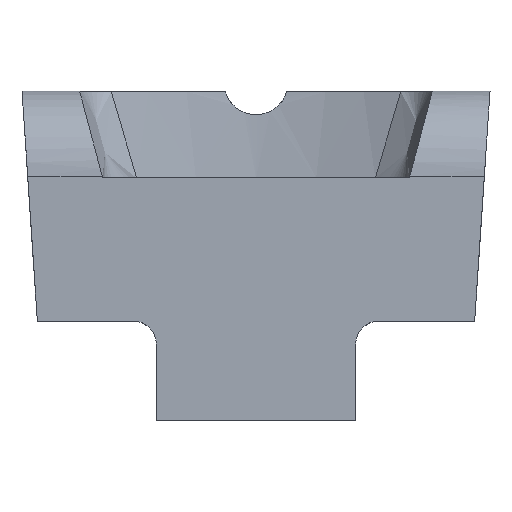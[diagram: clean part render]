
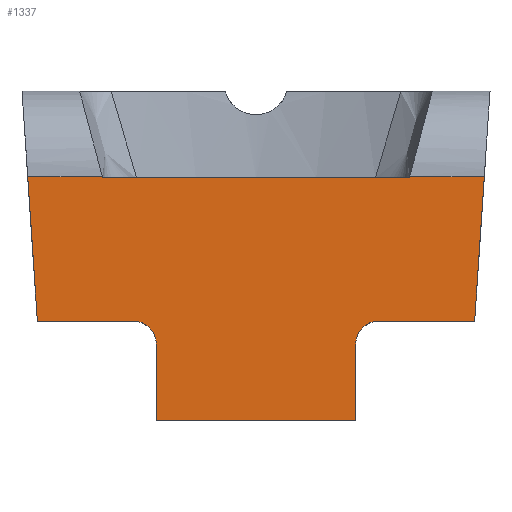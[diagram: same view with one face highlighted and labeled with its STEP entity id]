
A CAD part, top view. The second image highlights one B-rep face of the part: STEP entity #1337.
In plain terms, the highlighted planar face has unit normal (0, 0, 1).
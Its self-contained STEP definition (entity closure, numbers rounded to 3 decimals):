
#111 = EDGE_CURVE ( 'NONE', #116, #115, #4823, .T. ) ;
#115 = VERTEX_POINT ( 'NONE', #4801 ) ;
#116 = VERTEX_POINT ( 'NONE', #4799 ) ;
#397 = VERTEX_POINT ( 'NONE', #5396 ) ;
#407 = EDGE_CURVE ( 'NONE', #397, #859, #5424, .T. ) ;
#454 = VERTEX_POINT ( 'NONE', #5465 ) ;
#465 = EDGE_CURVE ( 'NONE', #116, #745, #5498, .T. ) ;
#468 = EDGE_CURVE ( 'NONE', #454, #1958, #5545, .T. ) ;
#740 = EDGE_CURVE ( 'NONE', #745, #769, #6006, .T. ) ;
#745 = VERTEX_POINT ( 'NONE', #6043 ) ;
#769 = VERTEX_POINT ( 'NONE', #6097 ) ;
#779 = VERTEX_POINT ( 'NONE', #6076 ) ;
#780 = VERTEX_POINT ( 'NONE', #6075 ) ;
#783 = EDGE_CURVE ( 'NONE', #780, #779, #6135, .T. ) ;
#859 = VERTEX_POINT ( 'NONE', #6275 ) ;
#860 = EDGE_CURVE ( 'NONE', #779, #859, #6274, .T. ) ;
#1285 = ORIENTED_EDGE ( 'NONE', *, *, #1358, .T. ) ;
#1286 = ORIENTED_EDGE ( 'NONE', *, *, #1313, .T. ) ;
#1308 = VERTEX_POINT ( 'NONE', #2858 ) ;
#1313 = EDGE_CURVE ( 'NONE', #2031, #1308, #2908, .T. ) ;
#1324 = EDGE_LOOP ( 'NONE', ( #1327, #1286, #1285, #1356, #1361, #1360, #1359, #1355, #1387, #1380, #1385, #1381, #1384, #1377 ) ) ;
#1327 = ORIENTED_EDGE ( 'NONE', *, *, #2033, .T. ) ;
#1337 = ADVANCED_FACE ( 'NONE', ( #2888 ), #2886, .F. ) ;
#1346 = VERTEX_POINT ( 'NONE', #2875 ) ;
#1351 = VERTEX_POINT ( 'NONE', #2919 ) ;
#1353 = EDGE_CURVE ( 'NONE', #1351, #780, #2913, .T. ) ;
#1355 = ORIENTED_EDGE ( 'NONE', *, *, #1362, .F. ) ;
#1356 = ORIENTED_EDGE ( 'NONE', *, *, #407, .T. ) ;
#1358 = EDGE_CURVE ( 'NONE', #1308, #397, #2986, .T. ) ;
#1359 = ORIENTED_EDGE ( 'NONE', *, *, #1353, .F. ) ;
#1360 = ORIENTED_EDGE ( 'NONE', *, *, #783, .F. ) ;
#1361 = ORIENTED_EDGE ( 'NONE', *, *, #860, .F. ) ;
#1362 = EDGE_CURVE ( 'NONE', #1346, #1351, #2982, .T. ) ;
#1377 = ORIENTED_EDGE ( 'NONE', *, *, #468, .T. ) ;
#1379 = EDGE_CURVE ( 'NONE', #115, #454, #3015, .T. ) ;
#1380 = ORIENTED_EDGE ( 'NONE', *, *, #740, .F. ) ;
#1381 = ORIENTED_EDGE ( 'NONE', *, *, #111, .T. ) ;
#1384 = ORIENTED_EDGE ( 'NONE', *, *, #1379, .T. ) ;
#1385 = ORIENTED_EDGE ( 'NONE', *, *, #465, .F. ) ;
#1387 = ORIENTED_EDGE ( 'NONE', *, *, #1388, .T. ) ;
#1388 = EDGE_CURVE ( 'NONE', #1346, #769, #3007, .T. ) ;
#1958 = VERTEX_POINT ( 'NONE', #4255 ) ;
#2031 = VERTEX_POINT ( 'NONE', #4377 ) ;
#2033 = EDGE_CURVE ( 'NONE', #1958, #2031, #4360, .T. ) ;
#2858 = CARTESIAN_POINT ( 'NONE',  ( -10.013, 9.4, 13. ) ) ;
#2875 = CARTESIAN_POINT ( 'NONE',  ( 6.5, -6.5, 13. ) ) ;
#2882 = DIRECTION ( 'NONE',  ( 0., 1., 0. ) ) ;
#2883 = DIRECTION ( 'NONE',  ( 0., 0., -1. ) ) ;
#2884 = CARTESIAN_POINT ( 'NONE',  ( 15.25, 9.35, 13. ) ) ;
#2885 = AXIS2_PLACEMENT_3D ( 'NONE', #2884, #2883, #2882 ) ;
#2886 = PLANE ( 'NONE',  #2885 ) ;
#2888 = FACE_OUTER_BOUND ( 'NONE', #1324, .T. ) ;
#2905 = DIRECTION ( 'NONE',  ( -0.257, 0.967, 0. ) ) ;
#2906 = VECTOR ( 'NONE', #2905, 1000. ) ;
#2907 = CARTESIAN_POINT ( 'NONE',  ( -11.5, 15., 13. ) ) ;
#2908 = LINE ( 'NONE', #2907, #2906 ) ;
#2910 = DIRECTION ( 'NONE',  ( 0., 1., 0. ) ) ;
#2911 = VECTOR ( 'NONE', #2910, 1000. ) ;
#2912 = CARTESIAN_POINT ( 'NONE',  ( -6.5, -6.5, 13. ) ) ;
#2913 = LINE ( 'NONE', #2912, #2911 ) ;
#2919 = CARTESIAN_POINT ( 'NONE',  ( -6.5, -6.5, 13. ) ) ;
#2979 = DIRECTION ( 'NONE',  ( -1., 0., 0. ) ) ;
#2980 = VECTOR ( 'NONE', #2979, 1000. ) ;
#2981 = CARTESIAN_POINT ( 'NONE',  ( 6.5, -6.5, 13. ) ) ;
#2982 = LINE ( 'NONE', #2981, #2980 ) ;
#2983 = DIRECTION ( 'NONE',  ( -1., 0., 0. ) ) ;
#2984 = VECTOR ( 'NONE', #2983, 1000. ) ;
#2985 = CARTESIAN_POINT ( 'NONE',  ( -15.25, 9.4, 13. ) ) ;
#2986 = LINE ( 'NONE', #2985, #2984 ) ;
#3004 = DIRECTION ( 'NONE',  ( 0., 1., 0. ) ) ;
#3005 = VECTOR ( 'NONE', #3004, 1000. ) ;
#3006 = CARTESIAN_POINT ( 'NONE',  ( 6.5, -6.5, 13. ) ) ;
#3007 = LINE ( 'NONE', #3006, #3005 ) ;
#3012 = DIRECTION ( 'NONE',  ( -1., 0., 0. ) ) ;
#3013 = VECTOR ( 'NONE', #3012, 1000. ) ;
#3014 = CARTESIAN_POINT ( 'NONE',  ( 11.5, 9.4, 13. ) ) ;
#3015 = LINE ( 'NONE', #3014, #3013 ) ;
#4255 = CARTESIAN_POINT ( 'NONE',  ( 10., 9.35, 13. ) ) ;
#4357 = DIRECTION ( 'NONE',  ( -1., 0., 0. ) ) ;
#4358 = VECTOR ( 'NONE', #4357, 1000. ) ;
#4359 = CARTESIAN_POINT ( 'NONE',  ( 15.25, 9.35, 13. ) ) ;
#4360 = LINE ( 'NONE', #4359, #4358 ) ;
#4377 = CARTESIAN_POINT ( 'NONE',  ( -10., 9.35, 13. ) ) ;
#4799 = CARTESIAN_POINT ( 'NONE',  ( 14.25, 0., 13. ) ) ;
#4801 = CARTESIAN_POINT ( 'NONE',  ( 14.877, 9.4, 13. ) ) ;
#4820 = DIRECTION ( 'NONE',  ( 0.067, 0.998, 0. ) ) ;
#4821 = VECTOR ( 'NONE', #4820, 1000. ) ;
#4822 = CARTESIAN_POINT ( 'NONE',  ( 15.25, 15., 13. ) ) ;
#4823 = LINE ( 'NONE', #4822, #4821 ) ;
#5396 = CARTESIAN_POINT ( 'NONE',  ( -14.877, 9.4, 13. ) ) ;
#5421 = DIRECTION ( 'NONE',  ( 0.067, -0.998, 0. ) ) ;
#5422 = VECTOR ( 'NONE', #5421, 1000. ) ;
#5423 = CARTESIAN_POINT ( 'NONE',  ( -15.25, 15., 13. ) ) ;
#5424 = LINE ( 'NONE', #5423, #5422 ) ;
#5465 = CARTESIAN_POINT ( 'NONE',  ( 10.013, 9.4, 13. ) ) ;
#5495 = DIRECTION ( 'NONE',  ( -1., 0., 0. ) ) ;
#5496 = VECTOR ( 'NONE', #5495, 1000. ) ;
#5497 = CARTESIAN_POINT ( 'NONE',  ( 15.25, 0., 13. ) ) ;
#5498 = LINE ( 'NONE', #5497, #5496 ) ;
#5542 = DIRECTION ( 'NONE',  ( -0.257, -0.967, 0. ) ) ;
#5543 = VECTOR ( 'NONE', #5542, 1000. ) ;
#5544 = CARTESIAN_POINT ( 'NONE',  ( 11.5, 15., 13. ) ) ;
#5545 = LINE ( 'NONE', #5544, #5543 ) ;
#6002 = DIRECTION ( 'NONE',  ( 0., 1., 0. ) ) ;
#6003 = DIRECTION ( 'NONE',  ( 0., 0., 1. ) ) ;
#6004 = CARTESIAN_POINT ( 'NONE',  ( 8., -1.5, 13. ) ) ;
#6005 = AXIS2_PLACEMENT_3D ( 'NONE', #6004, #6003, #6002 ) ;
#6006 = CIRCLE ( 'NONE', #6005, 1.5 ) ;
#6043 = CARTESIAN_POINT ( 'NONE',  ( 8., 0., 13. ) ) ;
#6073 = CARTESIAN_POINT ( 'NONE',  ( -8., -1.5, 13. ) ) ;
#6075 = CARTESIAN_POINT ( 'NONE',  ( -6.5, -1.5, 13. ) ) ;
#6076 = CARTESIAN_POINT ( 'NONE',  ( -8., 0., 13. ) ) ;
#6097 = CARTESIAN_POINT ( 'NONE',  ( 6.5, -1.5, 13. ) ) ;
#6132 = DIRECTION ( 'NONE',  ( 0., 1., 0. ) ) ;
#6133 = DIRECTION ( 'NONE',  ( 0., 0., 1. ) ) ;
#6134 = AXIS2_PLACEMENT_3D ( 'NONE', #6073, #6133, #6132 ) ;
#6135 = CIRCLE ( 'NONE', #6134, 1.5 ) ;
#6271 = DIRECTION ( 'NONE',  ( -1., 0., 0. ) ) ;
#6272 = VECTOR ( 'NONE', #6271, 1000. ) ;
#6273 = CARTESIAN_POINT ( 'NONE',  ( 15.25, 0., 13. ) ) ;
#6274 = LINE ( 'NONE', #6273, #6272 ) ;
#6275 = CARTESIAN_POINT ( 'NONE',  ( -14.25, 0., 13. ) ) ;
